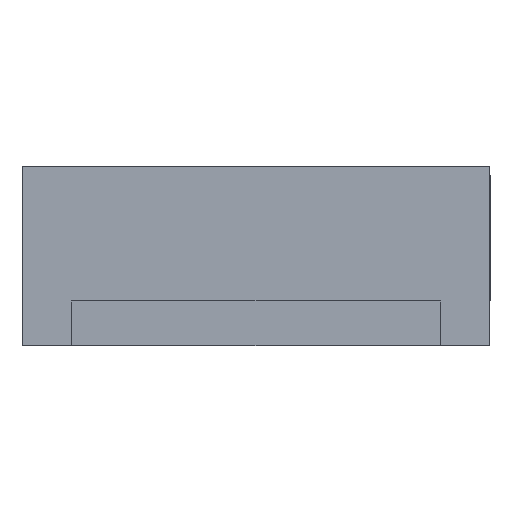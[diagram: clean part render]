
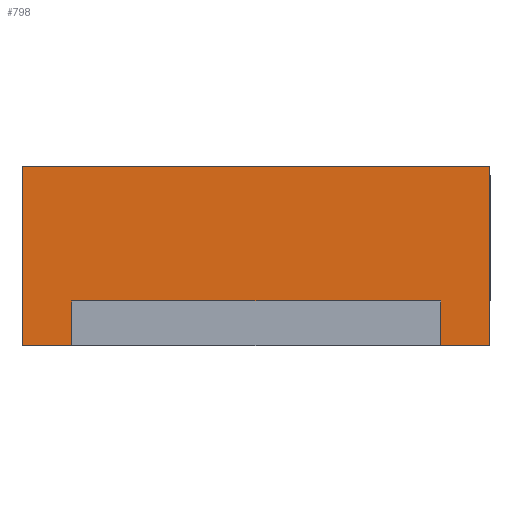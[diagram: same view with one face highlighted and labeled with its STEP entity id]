
A CAD part, left-side view. The second image highlights one B-rep face of the part: STEP entity #798.
In plain terms, the highlighted planar face has unit normal (-1, 0, 0).
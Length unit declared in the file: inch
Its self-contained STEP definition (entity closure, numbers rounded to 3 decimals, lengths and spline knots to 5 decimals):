
#56=PLANE('',#876);
#96=FACE_OUTER_BOUND('',#144,.T.);
#144=EDGE_LOOP('',(#679,#680,#681,#682,#683,#684,#685,#686));
#220=LINE('',#1260,#304);
#228=LINE('',#1275,#312);
#229=LINE('',#1277,#313);
#230=LINE('',#1280,#314);
#231=LINE('',#1282,#315);
#232=LINE('',#1284,#316);
#233=LINE('',#1286,#317);
#234=LINE('',#1287,#318);
#304=VECTOR('',#1044,0.3937);
#312=VECTOR('',#1056,0.3937);
#313=VECTOR('',#1059,0.3937);
#314=VECTOR('',#1062,0.3937);
#315=VECTOR('',#1063,0.3937);
#316=VECTOR('',#1064,0.3937);
#317=VECTOR('',#1065,0.3937);
#318=VECTOR('',#1066,0.3937);
#411=VERTEX_POINT('',#1256);
#413=VERTEX_POINT('',#1259);
#417=VERTEX_POINT('',#1271);
#418=VERTEX_POINT('',#1273);
#419=VERTEX_POINT('',#1279);
#420=VERTEX_POINT('',#1281);
#421=VERTEX_POINT('',#1283);
#422=VERTEX_POINT('',#1285);
#508=EDGE_CURVE('',#413,#411,#220,.T.);
#516=EDGE_CURVE('',#417,#418,#228,.T.);
#517=EDGE_CURVE('',#418,#413,#229,.T.);
#518=EDGE_CURVE('',#411,#419,#230,.T.);
#519=EDGE_CURVE('',#419,#420,#231,.T.);
#520=EDGE_CURVE('',#421,#420,#232,.T.);
#521=EDGE_CURVE('',#422,#421,#233,.T.);
#522=EDGE_CURVE('',#422,#417,#234,.T.);
#679=ORIENTED_EDGE('',*,*,#516,.T.);
#680=ORIENTED_EDGE('',*,*,#517,.T.);
#681=ORIENTED_EDGE('',*,*,#508,.T.);
#682=ORIENTED_EDGE('',*,*,#518,.T.);
#683=ORIENTED_EDGE('',*,*,#519,.T.);
#684=ORIENTED_EDGE('',*,*,#520,.F.);
#685=ORIENTED_EDGE('',*,*,#521,.F.);
#686=ORIENTED_EDGE('',*,*,#522,.T.);
#798=ADVANCED_FACE('',(#96),#56,.T.);
#876=AXIS2_PLACEMENT_3D('',#1278,#1060,#1061);
#1044=DIRECTION('',(0.,0.,-1.));
#1056=DIRECTION('',(0.,0.,1.));
#1059=DIRECTION('',(0.,-1.,0.));
#1060=DIRECTION('center_axis',(-1.,0.,0.));
#1061=DIRECTION('ref_axis',(0.,-1.,0.));
#1062=DIRECTION('',(0.,-1.,0.));
#1063=DIRECTION('',(0.,0.,1.));
#1064=DIRECTION('',(0.,-1.,0.));
#1065=DIRECTION('',(0.,0.,1.));
#1066=DIRECTION('',(0.,-1.,0.));
#1256=CARTESIAN_POINT('',(-1.3,-1.025,0.));
#1259=CARTESIAN_POINT('',(-1.3,-1.025,0.25));
#1260=CARTESIAN_POINT('',(-1.3,-1.025,0.));
#1271=CARTESIAN_POINT('',(-1.3,1.025,0.));
#1273=CARTESIAN_POINT('',(-1.3,1.025,0.25));
#1275=CARTESIAN_POINT('',(-1.3,1.025,0.));
#1277=CARTESIAN_POINT('',(-1.3,0.65,0.25));
#1278=CARTESIAN_POINT('Origin',(-1.3,1.3,0.));
#1279=CARTESIAN_POINT('',(-1.3,-1.3,0.));
#1280=CARTESIAN_POINT('',(-1.3,1.3,0.));
#1281=CARTESIAN_POINT('',(-1.3,-1.3,1.));
#1282=CARTESIAN_POINT('',(-1.3,-1.3,0.));
#1283=CARTESIAN_POINT('',(-1.3,1.3,1.));
#1284=CARTESIAN_POINT('',(-1.3,1.3,1.));
#1285=CARTESIAN_POINT('',(-1.3,1.3,0.));
#1286=CARTESIAN_POINT('',(-1.3,1.3,0.));
#1287=CARTESIAN_POINT('',(-1.3,1.3,0.));
